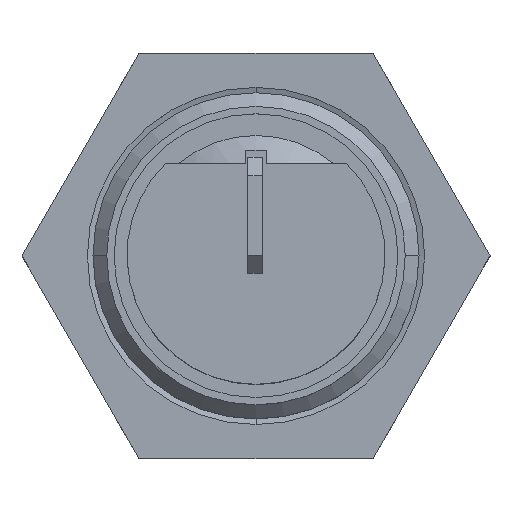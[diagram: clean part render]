
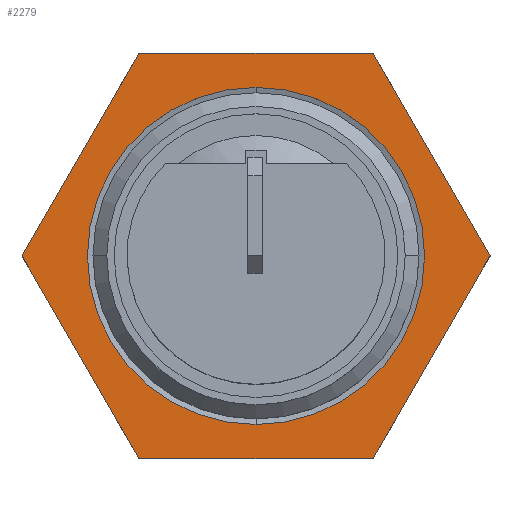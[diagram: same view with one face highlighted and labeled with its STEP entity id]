
A CAD part, top view. The second image highlights one B-rep face of the part: STEP entity #2279.
In plain terms, the highlighted planar face has unit normal (0, 0, 1).
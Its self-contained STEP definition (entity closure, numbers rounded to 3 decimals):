
#507=DIRECTION('',(-0.5,-0.866,0.));
#508=VECTOR('',#507,12.702);
#509=CARTESIAN_POINT('',(12.702,0.,-20.));
#510=LINE('',#509,#508);
#511=DIRECTION('',(-1.,0.,0.));
#512=VECTOR('',#511,12.702);
#513=CARTESIAN_POINT('',(6.351,-11.,-20.));
#514=LINE('',#513,#512);
#515=DIRECTION('',(-0.5,0.866,0.));
#516=VECTOR('',#515,12.702);
#517=CARTESIAN_POINT('',(-6.351,-11.,-20.));
#518=LINE('',#517,#516);
#519=DIRECTION('',(0.5,0.866,0.));
#520=VECTOR('',#519,12.702);
#521=CARTESIAN_POINT('',(-12.702,0.,-20.));
#522=LINE('',#521,#520);
#523=DIRECTION('',(1.,0.,0.));
#524=VECTOR('',#523,12.702);
#525=CARTESIAN_POINT('',(-6.351,11.,-20.));
#526=LINE('',#525,#524);
#527=DIRECTION('',(0.5,-0.866,0.));
#528=VECTOR('',#527,12.702);
#529=CARTESIAN_POINT('',(6.351,11.,-20.));
#530=LINE('',#529,#528);
#531=CARTESIAN_POINT('',(0.,0.,-20.));
#532=DIRECTION('',(0.,0.,-1.));
#533=DIRECTION('',(0.,-1.,0.));
#534=AXIS2_PLACEMENT_3D('',#531,#532,#533);
#536=CARTESIAN_POINT('',(0.,0.,-20.));
#537=DIRECTION('',(0.,0.,-1.));
#538=DIRECTION('',(0.,1.,0.));
#539=AXIS2_PLACEMENT_3D('',#536,#537,#538);
#1453=CARTESIAN_POINT('',(12.702,0.,-20.));
#1454=CARTESIAN_POINT('',(6.351,-11.,-20.));
#1455=VERTEX_POINT('',#1453);
#1456=VERTEX_POINT('',#1454);
#1457=CARTESIAN_POINT('',(-6.351,-11.,-20.));
#1458=VERTEX_POINT('',#1457);
#1459=CARTESIAN_POINT('',(-12.702,0.,-20.));
#1460=VERTEX_POINT('',#1459);
#1461=CARTESIAN_POINT('',(-6.351,11.,-20.));
#1462=VERTEX_POINT('',#1461);
#1463=CARTESIAN_POINT('',(6.351,11.,-20.));
#1464=VERTEX_POINT('',#1463);
#1495=CARTESIAN_POINT('',(0.,-9.15,-20.));
#1496=CARTESIAN_POINT('',(0.,9.15,-20.));
#1497=VERTEX_POINT('',#1495);
#1498=VERTEX_POINT('',#1496);
#2260=CARTESIAN_POINT('',(0.,0.,-20.));
#2261=DIRECTION('',(0.,0.,-1.));
#2262=DIRECTION('',(0.,1.,0.));
#2263=AXIS2_PLACEMENT_3D('',#2260,#2261,#2262);
#2264=PLANE('',#2263);
#2265=ORIENTED_EDGE('',*,*,#2108,.T.);
#2266=ORIENTED_EDGE('',*,*,#2138,.T.);
#2267=ORIENTED_EDGE('',*,*,#2167,.T.);
#2268=ORIENTED_EDGE('',*,*,#2196,.T.);
#2269=ORIENTED_EDGE('',*,*,#2225,.T.);
#2270=ORIENTED_EDGE('',*,*,#2252,.T.);
#2271=EDGE_LOOP('',(#2265,#2266,#2267,#2268,#2269,#2270));
#2272=FACE_OUTER_BOUND('',#2271,.F.);
#2274=ORIENTED_EDGE('',*,*,#2273,.F.);
#2276=ORIENTED_EDGE('',*,*,#2275,.F.);
#2277=EDGE_LOOP('',(#2274,#2276));
#2278=FACE_BOUND('',#2277,.F.);
#2279=ADVANCED_FACE('',(#2272,#2278),#2264,.F.);
#535=CIRCLE('',#534,9.15);
#540=CIRCLE('',#539,9.15);
#2108=EDGE_CURVE('',#1455,#1456,#510,.T.);
#2138=EDGE_CURVE('',#1456,#1458,#514,.T.);
#2167=EDGE_CURVE('',#1458,#1460,#518,.T.);
#2196=EDGE_CURVE('',#1460,#1462,#522,.T.);
#2225=EDGE_CURVE('',#1462,#1464,#526,.T.);
#2252=EDGE_CURVE('',#1464,#1455,#530,.T.);
#2273=EDGE_CURVE('',#1497,#1498,#535,.T.);
#2275=EDGE_CURVE('',#1498,#1497,#540,.T.);
